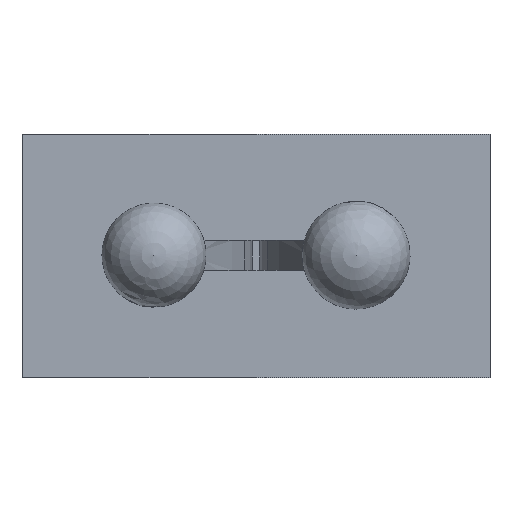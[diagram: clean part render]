
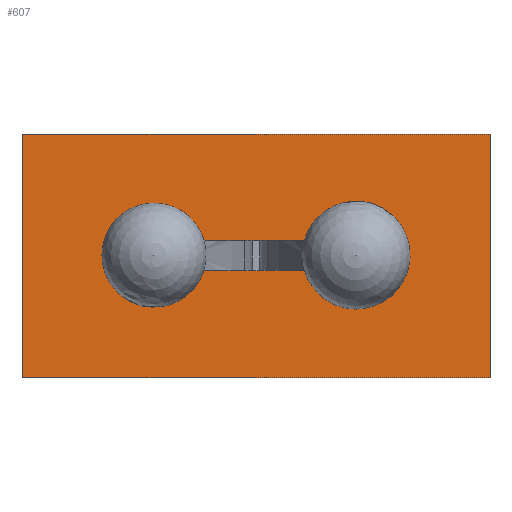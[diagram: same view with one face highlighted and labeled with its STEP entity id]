
A CAD part, top view. The second image highlights one B-rep face of the part: STEP entity #607.
In plain terms, the highlighted planar face has unit normal (0, 0, 1).
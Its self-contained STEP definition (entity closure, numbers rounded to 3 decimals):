
#43=PLANE('',#707);
#71=LINE('',#965,#125);
#75=LINE('',#995,#129);
#80=LINE('',#1018,#134);
#81=LINE('',#1020,#135);
#85=LINE('',#1029,#139);
#86=LINE('',#1031,#140);
#87=LINE('',#1033,#141);
#88=LINE('',#1035,#142);
#125=VECTOR('',#776,1000.);
#129=VECTOR('',#804,1000.);
#134=VECTOR('',#829,1000.);
#135=VECTOR('',#832,1000.);
#139=VECTOR('',#838,1000.);
#140=VECTOR('',#841,1000.);
#141=VECTOR('',#842,1000.);
#142=VECTOR('',#843,1000.);
#268=ORIENTED_EDGE('',*,*,#364,.F.);
#269=ORIENTED_EDGE('',*,*,#386,.T.);
#270=ORIENTED_EDGE('',*,*,#379,.T.);
#271=ORIENTED_EDGE('',*,*,#387,.F.);
#272=ORIENTED_EDGE('',*,*,#392,.F.);
#273=ORIENTED_EDGE('',*,*,#391,.F.);
#274=ORIENTED_EDGE('',*,*,#393,.T.);
#275=ORIENTED_EDGE('',*,*,#394,.T.);
#364=EDGE_CURVE('',#445,#436,#71,.T.);
#379=EDGE_CURVE('',#448,#455,#75,.T.);
#386=EDGE_CURVE('',#445,#448,#80,.T.);
#387=EDGE_CURVE('',#436,#455,#81,.T.);
#391=EDGE_CURVE('',#459,#457,#85,.T.);
#392=EDGE_CURVE('',#457,#460,#86,.T.);
#393=EDGE_CURVE('',#459,#461,#87,.T.);
#394=EDGE_CURVE('',#461,#460,#88,.T.);
#436=VERTEX_POINT('',#944);
#445=VERTEX_POINT('',#964);
#448=VERTEX_POINT('',#977);
#455=VERTEX_POINT('',#994);
#457=VERTEX_POINT('',#1024);
#459=VERTEX_POINT('',#1028);
#460=VERTEX_POINT('',#1032);
#461=VERTEX_POINT('',#1034);
#524=EDGE_LOOP('',(#268,#269,#270,#271));
#525=EDGE_LOOP('',(#272,#273,#274,#275));
#560=FACE_BOUND('',#524,.T.);
#561=FACE_BOUND('',#525,.T.);
#607=ADVANCED_FACE('',(#560,#561),#43,.T.);
#707=AXIS2_PLACEMENT_3D('',#1030,#839,#840);
#776=DIRECTION('',(1.,0.,0.));
#804=DIRECTION('',(1.,0.,0.));
#829=DIRECTION('',(0.,1.,0.));
#832=DIRECTION('',(0.,1.,0.));
#838=DIRECTION('',(0.,1.,0.));
#839=DIRECTION('',(0.,0.,1.));
#840=DIRECTION('',(1.,0.,0.));
#841=DIRECTION('',(1.,0.,0.));
#842=DIRECTION('',(1.,0.,0.));
#843=DIRECTION('',(0.,1.,0.));
#944=CARTESIAN_POINT('',(2.,-0.8,0.));
#964=CARTESIAN_POINT('',(-2.,-0.8,0.));
#965=CARTESIAN_POINT('',(-2.,-0.8,0.));
#977=CARTESIAN_POINT('',(-2.,0.8,0.));
#994=CARTESIAN_POINT('',(2.,0.8,0.));
#995=CARTESIAN_POINT('',(-2.,0.8,0.));
#1018=CARTESIAN_POINT('',(-2.,-0.8,0.));
#1020=CARTESIAN_POINT('',(2.,-0.8,0.));
#1024=CARTESIAN_POINT('',(-12.5,6.5,0.));
#1028=CARTESIAN_POINT('',(-12.5,-6.5,0.));
#1029=CARTESIAN_POINT('',(-12.5,-6.5,0.));
#1030=CARTESIAN_POINT('',(-12.5,-6.5,0.));
#1031=CARTESIAN_POINT('',(-12.5,6.5,0.));
#1032=CARTESIAN_POINT('',(12.5,6.5,0.));
#1033=CARTESIAN_POINT('',(-12.5,-6.5,0.));
#1034=CARTESIAN_POINT('',(12.5,-6.5,0.));
#1035=CARTESIAN_POINT('',(12.5,-6.5,0.));
